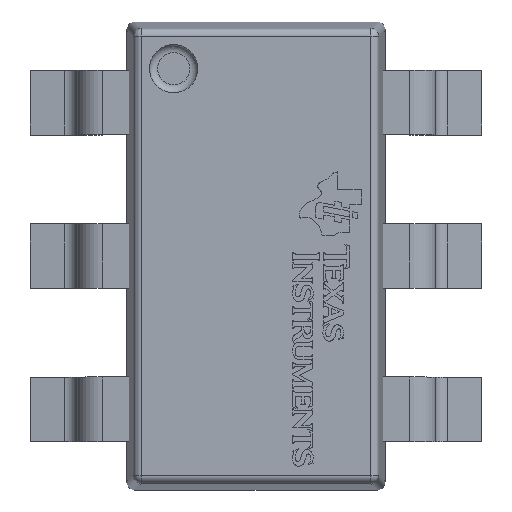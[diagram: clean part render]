
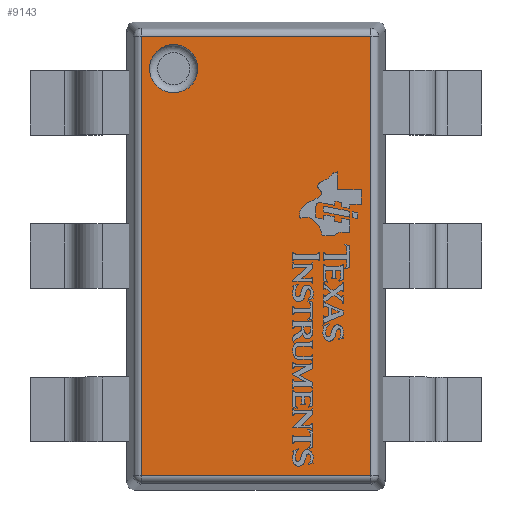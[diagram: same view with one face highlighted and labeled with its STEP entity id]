
A CAD part, top view. The second image highlights one B-rep face of the part: STEP entity #9143.
In plain terms, the highlighted planar face has unit normal (0, 0, 1).
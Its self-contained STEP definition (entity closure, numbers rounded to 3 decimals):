
#536=FACE_BOUND('',#3439,.T.);
#545=PLANE('',#9809);
#899=LINE('',#12237,#1881);
#903=LINE('',#12257,#1885);
#907=LINE('',#12263,#1889);
#909=LINE('',#12266,#1891);
#1881=VECTOR('',#10314,10.);
#1885=VECTOR('',#10338,10.);
#1889=VECTOR('',#10346,10.);
#1891=VECTOR('',#10350,10.);
#2918=FACE_OUTER_BOUND('',#3438,.T.);
#3438=EDGE_LOOP('',(#6425,#6426,#6427,#6428));
#3439=EDGE_LOOP('',(#6429));
#3959=CIRCLE('',#9810,0.15);
#4027=VERTEX_POINT('',#12208);
#4034=VERTEX_POINT('',#12227);
#4037=VERTEX_POINT('',#12240);
#4039=VERTEX_POINT('',#12249);
#4042=VERTEX_POINT('',#12288);
#4963=EDGE_CURVE('',#4027,#4034,#899,.T.);
#4973=EDGE_CURVE('',#4039,#4037,#903,.T.);
#4977=EDGE_CURVE('',#4034,#4039,#907,.T.);
#4979=EDGE_CURVE('',#4037,#4027,#909,.T.);
#4992=EDGE_CURVE('',#4042,#4042,#3959,.T.);
#6425=ORIENTED_EDGE('',*,*,#4973,.F.);
#6426=ORIENTED_EDGE('',*,*,#4977,.F.);
#6427=ORIENTED_EDGE('',*,*,#4963,.F.);
#6428=ORIENTED_EDGE('',*,*,#4979,.F.);
#6429=ORIENTED_EDGE('',*,*,#4992,.T.);
#9143=ADVANCED_FACE('',(#2918,#536),#545,.T.);
#9809=AXIS2_PLACEMENT_3D('',#12287,#10379,#10380);
#9810=AXIS2_PLACEMENT_3D('',#12289,#10381,#10382);
#10314=DIRECTION('',(1.,0.,0.));
#10338=DIRECTION('',(-1.,0.,0.));
#10346=DIRECTION('',(0.,-1.,0.));
#10350=DIRECTION('',(0.,1.,0.));
#10379=DIRECTION('center_axis',(0.,0.,1.));
#10380=DIRECTION('ref_axis',(1.,0.,0.));
#10381=DIRECTION('center_axis',(0.,0.,-1.));
#10382=DIRECTION('ref_axis',(-1.,0.,0.));
#12208=CARTESIAN_POINT('',(-0.71,1.36,1.1));
#12227=CARTESIAN_POINT('',(0.71,1.36,1.1));
#12237=CARTESIAN_POINT('',(-0.6,1.36,1.1));
#12240=CARTESIAN_POINT('',(-0.71,-1.36,1.1));
#12249=CARTESIAN_POINT('',(0.71,-1.36,1.1));
#12257=CARTESIAN_POINT('',(-0.6,-1.36,1.1));
#12263=CARTESIAN_POINT('',(0.71,0.,1.1));
#12266=CARTESIAN_POINT('',(-0.71,0.,1.1));
#12287=CARTESIAN_POINT('Origin',(-0.8,0.,1.1));
#12288=CARTESIAN_POINT('',(-0.36,1.16,1.1));
#12289=CARTESIAN_POINT('Origin',(-0.51,1.16,1.1));
